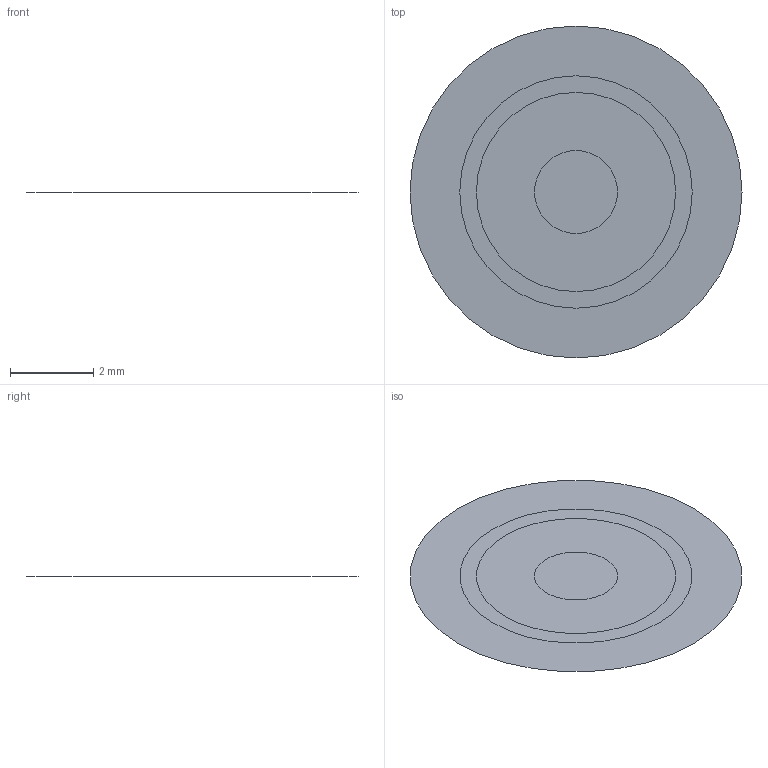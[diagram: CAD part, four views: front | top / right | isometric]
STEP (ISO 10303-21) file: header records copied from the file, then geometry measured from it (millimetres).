
FILE_DESCRIPTION(('FreeCAD Model'),'2;1');
FILE_NAME('Open CASCADE Shape Model','2023-08-30T17:57:10',(''),(''), 'Open CASCADE STEP processor 7.6','FreeCAD','Unknown');
FILE_SCHEMA(('AUTOMOTIVE_DESIGN { 1 0 10303 214 1 1 1 1 }'));
Length unit declared in the file: millimetre
Products named in the file (4): nested_coax; Conductor_1; Conductor_0; Conductor_2
Assembly tree (3 placements, depth 2):
  nested_coax
    Conductor_1
    Conductor_0
    Conductor_2
Bounding box: 8 x 8 x 0 mm (x, y, z)
Surface area: 59.9 mm2 (no closed solid volume)
Topology: 0 solids, 3 shells, 3 faces, 4 edges, 4 vertices
Faces by surface type: plane 3
Entity records: 200 total; most frequent: DIRECTION 26, CARTESIAN_POINT 19, AXIS2_PLACEMENT_3D 11, CIRCLE 8, PRODUCT_DEFINITION_SHAPE 7, SHAPE_DEFINITION_REPRESENTATION 4, PRODUCT_DEFINITION 4, PRODUCT_DEFINITION_FORMATION 4
